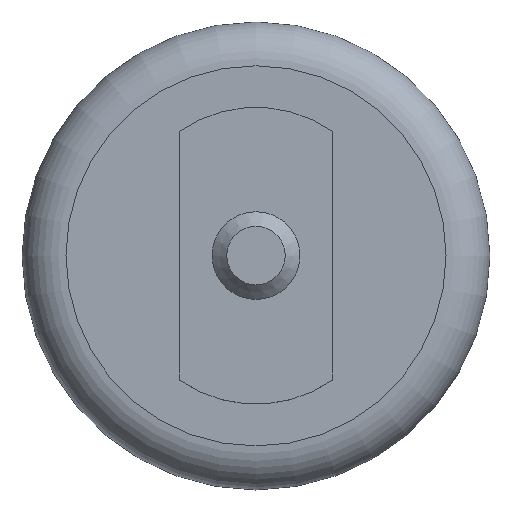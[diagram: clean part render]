
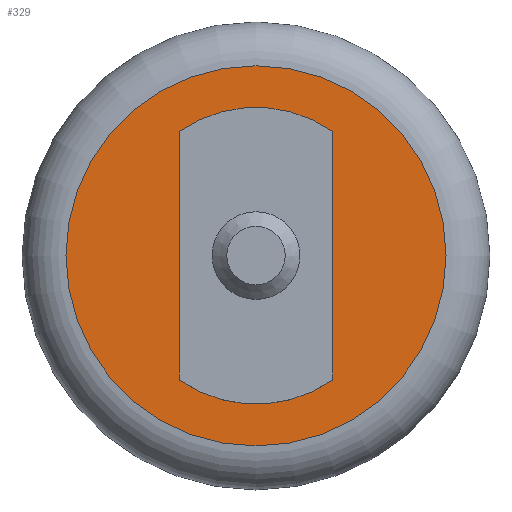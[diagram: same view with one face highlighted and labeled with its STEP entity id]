
A CAD part, top view. The second image highlights one B-rep face of the part: STEP entity #329.
In plain terms, the highlighted planar face has unit normal (0, 0, 1).
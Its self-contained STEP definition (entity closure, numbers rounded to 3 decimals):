
#34=FACE_BOUND('',#81,.T.);
#41=PLANE('',#429);
#57=FACE_OUTER_BOUND('',#80,.T.);
#80=EDGE_LOOP('',(#283,#284));
#81=EDGE_LOOP('',(#285,#286));
#133=CIRCLE('',#426,13.);
#134=CIRCLE('',#427,13.);
#136=CIRCLE('',#430,3.);
#137=CIRCLE('',#431,3.);
#167=VERTEX_POINT('',#636);
#168=VERTEX_POINT('',#637);
#169=VERTEX_POINT('',#642);
#170=VERTEX_POINT('',#643);
#207=EDGE_CURVE('',#167,#168,#133,.T.);
#208=EDGE_CURVE('',#168,#167,#134,.T.);
#210=EDGE_CURVE('',#169,#170,#136,.T.);
#211=EDGE_CURVE('',#170,#169,#137,.T.);
#283=ORIENTED_EDGE('',*,*,#207,.T.);
#284=ORIENTED_EDGE('',*,*,#208,.T.);
#285=ORIENTED_EDGE('',*,*,#210,.F.);
#286=ORIENTED_EDGE('',*,*,#211,.F.);
#329=ADVANCED_FACE('',(#57,#34),#41,.T.);
#426=AXIS2_PLACEMENT_3D('',#638,#526,#527);
#427=AXIS2_PLACEMENT_3D('',#639,#528,#529);
#429=AXIS2_PLACEMENT_3D('',#641,#532,#533);
#430=AXIS2_PLACEMENT_3D('',#644,#534,#535);
#431=AXIS2_PLACEMENT_3D('',#645,#536,#537);
#526=DIRECTION('center_axis',(0.,0.,1.));
#527=DIRECTION('ref_axis',(1.,0.,0.));
#528=DIRECTION('center_axis',(0.,0.,1.));
#529=DIRECTION('ref_axis',(1.,0.,0.));
#532=DIRECTION('center_axis',(0.,0.,1.));
#533=DIRECTION('ref_axis',(1.,0.,0.));
#534=DIRECTION('center_axis',(0.,0.,1.));
#535=DIRECTION('ref_axis',(1.,0.,0.));
#536=DIRECTION('center_axis',(0.,0.,1.));
#537=DIRECTION('ref_axis',(1.,0.,0.));
#636=CARTESIAN_POINT('',(13.,0.,7.8));
#637=CARTESIAN_POINT('',(-13.,0.,7.8));
#638=CARTESIAN_POINT('Origin',(0.,0.,7.8));
#639=CARTESIAN_POINT('Origin',(0.,0.,7.8));
#641=CARTESIAN_POINT('Origin',(8.,0.,7.8));
#642=CARTESIAN_POINT('',(3.,0.,7.8));
#643=CARTESIAN_POINT('',(-3.,0.,7.8));
#644=CARTESIAN_POINT('Origin',(0.,0.,7.8));
#645=CARTESIAN_POINT('Origin',(0.,0.,7.8));
